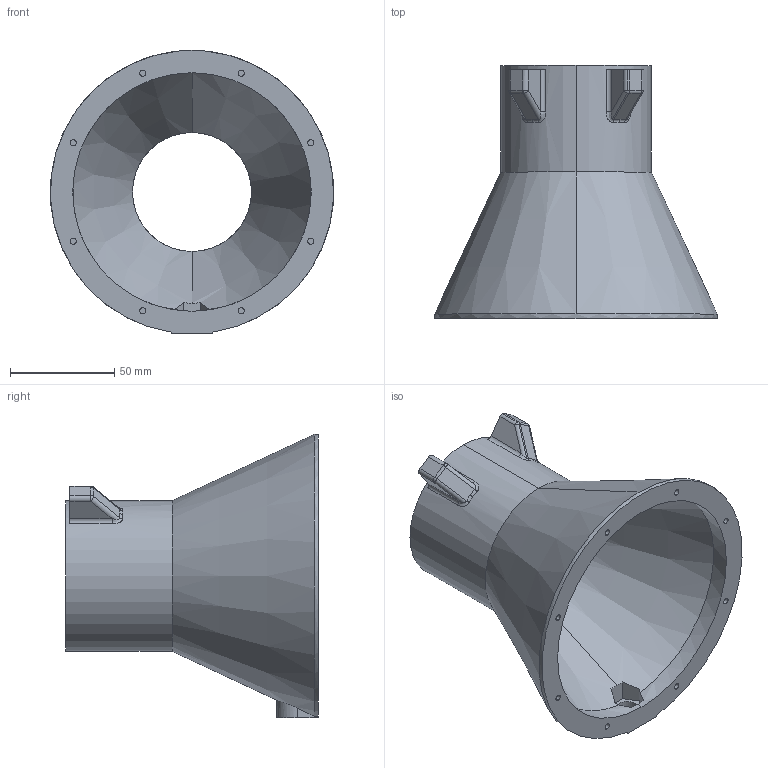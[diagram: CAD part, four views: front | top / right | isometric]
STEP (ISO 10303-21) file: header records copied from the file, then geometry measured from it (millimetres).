
FILE_DESCRIPTION (( 'STEP AP214' ), '1' );
FILE_NAME ('FF_Body.STEP', '2022-11-20T21:13:38', ( '' ), ( '' ), 'SwSTEP 2.0', 'SolidWorks 2020', '' );
FILE_SCHEMA (( 'AUTOMOTIVE_DESIGN' ));
Length unit declared in the file: millimetre
Products named in the file (1): FF_Body
Bounding box: 135.42 x 121 x 135.62 mm (x, y, z)
Volume: 224485 mm3; surface area: 77415 mm2
Topology: 1 solids, 1 shells, 123 faces, 301 edges, 192 vertices
Faces by surface type: plane 58, cylinder 48, bspline 8, sphere 5, cone 4
Entity records: 4081 total; most frequent: CARTESIAN_POINT 1148, DIRECTION 615, ORIENTED_EDGE 602, EDGE_CURVE 301, AXIS2_PLACEMENT_3D 233, VERTEX_POINT 192, LINE 149, VECTOR 149
